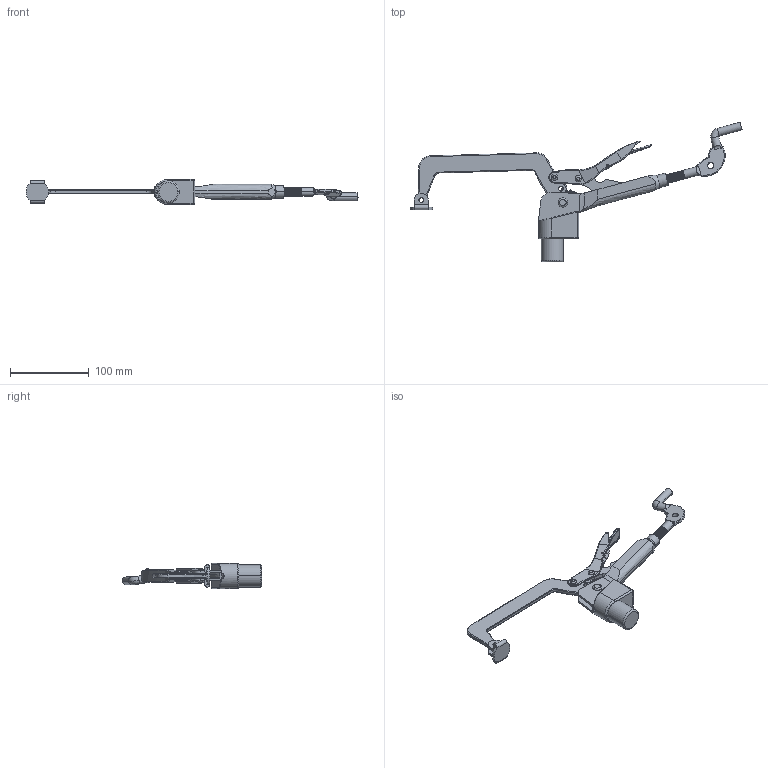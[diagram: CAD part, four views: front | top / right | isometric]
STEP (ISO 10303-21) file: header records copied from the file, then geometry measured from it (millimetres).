
FILE_DESCRIPTION (( 'STEP AP203' ), '1' );
FILE_NAME ('T2860012.STEP', '2023-08-28T20:47:36', ( '' ), ( '' ), 'SwSTEP 2.0', 'SolidWorks 2023', '' );
FILE_SCHEMA (( 'CONFIG_CONTROL_DESIGN' ));
Length unit declared in the file: inch
Products named in the file (11): T2860012.7; T2860012.3; T2860012.8; T2860012.2; Pad; T2860012.6; T2860012.5; T2860012.1; T2860012.4; T2860012; PTT634K.8
Assembly tree (10 placements, depth 2):
  T2860012
    T2860012.1
    T2860012.2
    T2860012.3
    T2860012.4
    T2860012.8
    T2860012.5
    T2860012.6
    PTT634K.8
    T2860012.7
    Pad
Bounding box: 421.97 x 177.18 x 32 mm (x, y, z)
Volume: 145720.7 mm3; surface area: 72623.8 mm2
Topology: 10 solids, 10 shells, 486 faces, 1236 edges, 780 vertices
Faces by surface type: cylinder 213, plane 135, bspline 70, torus 59, cone 7, sphere 2
Entity records: 35691 total; most frequent: CARTESIAN_POINT 23664, ORIENTED_EDGE 2468, DIRECTION 2061, EDGE_CURVE 1234, AXIS2_PLACEMENT_3D 815, VERTEX_POINT 780, EDGE_LOOP 524, FACE_OUTER_BOUND 486
